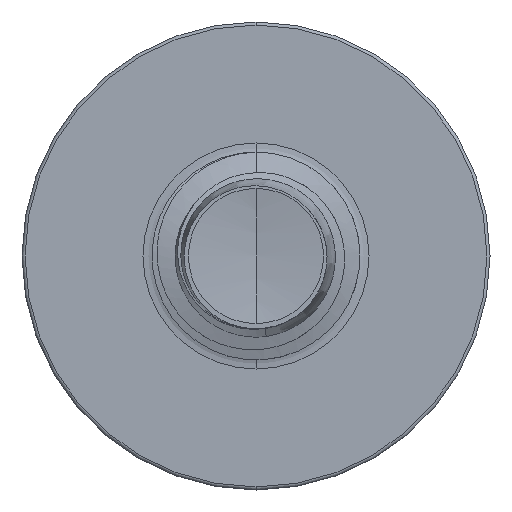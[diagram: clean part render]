
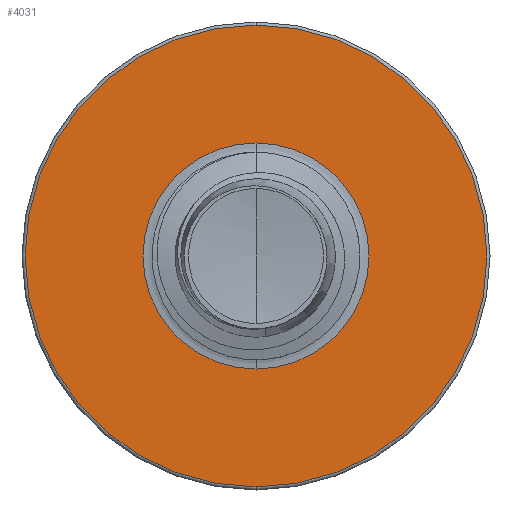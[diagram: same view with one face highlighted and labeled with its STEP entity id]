
A CAD part, front view. The second image highlights one B-rep face of the part: STEP entity #4031.
In plain terms, the highlighted planar face has unit normal (0, -1, 0).
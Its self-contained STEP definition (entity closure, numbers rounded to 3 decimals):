
#1510 = CARTESIAN_POINT ( 'NONE',  ( 0., 3.5, -4.44 ) ) ;
#1518 = CIRCLE ( 'NONE', #7878, 2.174 ) ;
#2011 = VERTEX_POINT ( 'NONE', #3518 ) ;
#2499 = VERTEX_POINT ( 'NONE', #1510 ) ;
#2596 = EDGE_LOOP ( 'NONE', ( #3479, #3623 ) ) ;
#2831 = CARTESIAN_POINT ( 'NONE',  ( 0., 3.5, 2.174 ) ) ;
#2889 = DIRECTION ( 'NONE',  ( 0., 0., 1. ) ) ;
#2910 = DIRECTION ( 'NONE',  ( 0., 1., 0. ) ) ;
#2948 = CARTESIAN_POINT ( 'NONE',  ( 0., 3.5, 0. ) ) ;
#3135 = CARTESIAN_POINT ( 'NONE',  ( 0., 3.5, 0. ) ) ;
#3307 = AXIS2_PLACEMENT_3D ( 'NONE', #2948, #2910, #2889 ) ;
#3479 = ORIENTED_EDGE ( 'NONE', *, *, #8246, .F. ) ;
#3518 = CARTESIAN_POINT ( 'NONE',  ( 0., 3.5, -2.174 ) ) ;
#3623 = ORIENTED_EDGE ( 'NONE', *, *, #10665, .F. ) ;
#3743 = ORIENTED_EDGE ( 'NONE', *, *, #6274, .T. ) ;
#3765 = AXIS2_PLACEMENT_3D ( 'NONE', #3135, #6477, #6425 ) ;
#3876 = ORIENTED_EDGE ( 'NONE', *, *, #7540, .T. ) ;
#4031 = ADVANCED_FACE ( 'NONE', ( #5262, #8195 ), #11175, .F. ) ;
#5262 = FACE_OUTER_BOUND ( 'NONE', #2596, .T. ) ;
#5825 = CARTESIAN_POINT ( 'NONE',  ( 0., 3.5, 4.44 ) ) ;
#6001 = CIRCLE ( 'NONE', #3765, 4.44 ) ;
#6274 = EDGE_CURVE ( 'NONE', #8299, #2011, #1518, .T. ) ;
#6425 = DIRECTION ( 'NONE',  ( 0., 0., 1. ) ) ;
#6477 = DIRECTION ( 'NONE',  ( 0., 1., 0. ) ) ;
#6634 = DIRECTION ( 'NONE',  ( 0., 0., 1. ) ) ;
#6654 = DIRECTION ( 'NONE',  ( 0., 1., 0. ) ) ;
#6668 = CARTESIAN_POINT ( 'NONE',  ( 0., 3.5, 0. ) ) ;
#6820 = VERTEX_POINT ( 'NONE', #5825 ) ;
#6847 = DIRECTION ( 'NONE',  ( 0., 0., 1. ) ) ;
#6854 = DIRECTION ( 'NONE',  ( 0., 1., 0. ) ) ;
#6865 = CARTESIAN_POINT ( 'NONE',  ( 0., 3.5, 0. ) ) ;
#7263 = CIRCLE ( 'NONE', #3307, 4.44 ) ;
#7285 = EDGE_LOOP ( 'NONE', ( #3743, #3876 ) ) ;
#7540 = EDGE_CURVE ( 'NONE', #2011, #8299, #9962, .T. ) ;
#7878 = AXIS2_PLACEMENT_3D ( 'NONE', #6865, #6854, #6847 ) ;
#8195 = FACE_BOUND ( 'NONE', #7285, .T. ) ;
#8246 = EDGE_CURVE ( 'NONE', #6820, #2499, #7263, .T. ) ;
#8299 = VERTEX_POINT ( 'NONE', #2831 ) ;
#9221 = AXIS2_PLACEMENT_3D ( 'NONE', #6668, #6654, #6634 ) ;
#9271 = AXIS2_PLACEMENT_3D ( 'NONE', #10972, #10951, #11128 ) ;
#9962 = CIRCLE ( 'NONE', #9221, 2.174 ) ;
#10665 = EDGE_CURVE ( 'NONE', #2499, #6820, #6001, .T. ) ;
#10951 = DIRECTION ( 'NONE',  ( 0., 1., 0. ) ) ;
#10972 = CARTESIAN_POINT ( 'NONE',  ( 0., 3.5, -2.174 ) ) ;
#11128 = DIRECTION ( 'NONE',  ( 0., 0., 1. ) ) ;
#11175 = PLANE ( 'NONE',  #9271 ) ;
